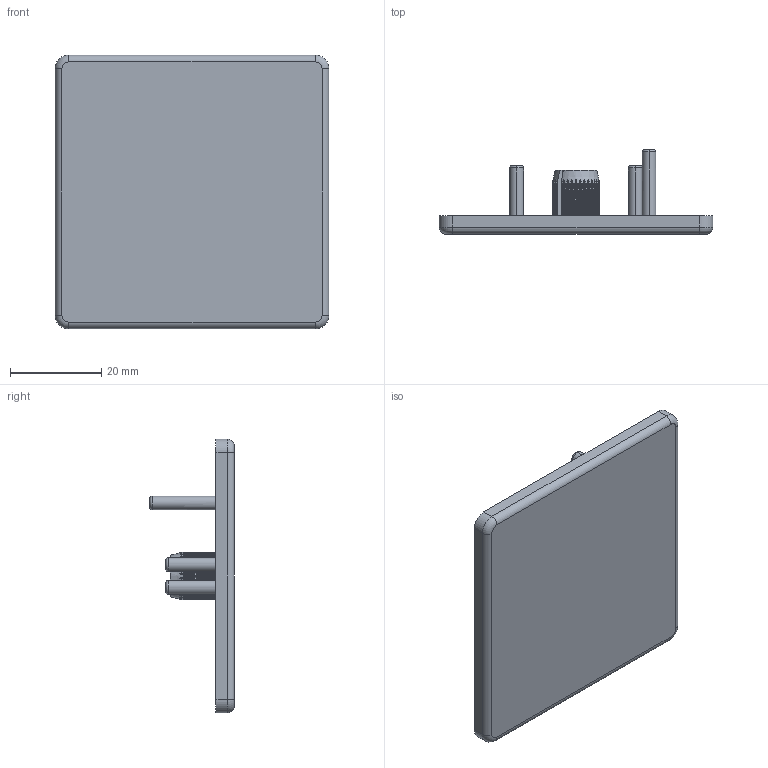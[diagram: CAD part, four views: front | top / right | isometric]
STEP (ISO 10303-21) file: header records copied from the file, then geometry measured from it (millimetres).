
FILE_DESCRIPTION (( 'STEP AP214' ), '1' );
FILE_NAME ('青汶篪赅.STEP', '2025-08-20T10:30:27', ( '' ), ( '' ), 'SwSTEP 2.0', 'SolidWorks 2021', '' );
FILE_SCHEMA (( 'AUTOMOTIVE_DESIGN' ));
Length unit declared in the file: millimetre
Products named in the file (1): ч蜱齁罻
Bounding box: 60 x 18.5 x 60 mm (x, y, z)
Volume: 12089 mm3; surface area: 9581.7 mm2
Topology: 1 solids, 1 shells, 287 faces, 813 edges, 536 vertices
Faces by surface type: cylinder 168, plane 102, torus 14, cone 3
Entity records: 10459 total; most frequent: CARTESIAN_POINT 3079, ORIENTED_EDGE 1626, DIRECTION 1469, EDGE_CURVE 813, AXIS2_PLACEMENT_3D 548, VERTEX_POINT 536, LINE 373, VECTOR 373
